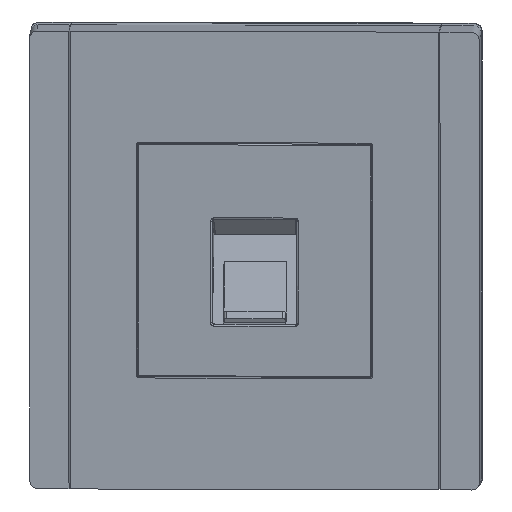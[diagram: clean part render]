
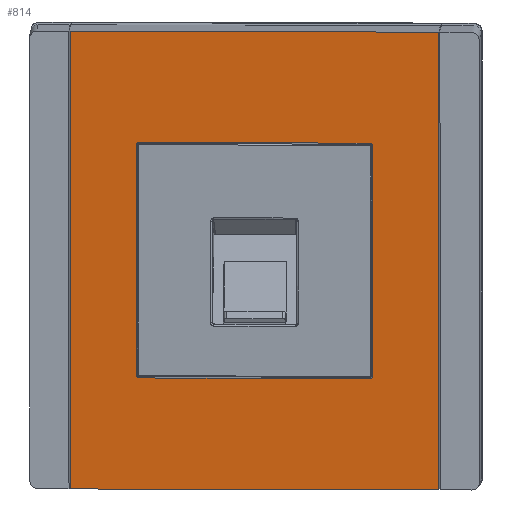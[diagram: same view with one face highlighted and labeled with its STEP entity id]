
A CAD part, top view. The second image highlights one B-rep face of the part: STEP entity #814.
In plain terms, the highlighted face is planar.
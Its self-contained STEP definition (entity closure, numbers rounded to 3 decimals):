
#505 = CARTESIAN_POINT ( 'NONE',  ( 0., 88.062, 4.614 ) ) ;
#563 = EDGE_CURVE ( 'NONE', #25221, #18193, #12091, .T. ) ;
#646 = EDGE_CURVE ( 'NONE', #15563, #32860, #23789, .T. ) ;
#670 = CARTESIAN_POINT ( 'NONE',  ( 57.989, 21.83, 2.157 ) ) ;
#692 = DIRECTION ( 'NONE',  ( 0., -0.999, -0.052 ) ) ;
#814 = ADVANCED_FACE ( 'NONE', ( #8205, #18841 ), #2696, .T. ) ;
#1360 = LINE ( 'NONE', #9627, #30481 ) ;
#1394 = VECTOR ( 'NONE', #5743, 1000. ) ;
#1891 = CARTESIAN_POINT ( 'NONE',  ( 57.489, 66.625, 4.496 ) ) ;
#1897 = LINE ( 'NONE', #32681, #11002 ) ;
#2578 = CARTESIAN_POINT ( 'NONE',  ( 70.63, -0.065, 1.231 ) ) ;
#2696 = PLANE ( 'NONE',  #36133 ) ;
#3423 = CARTESIAN_POINT ( 'NONE',  ( 57.489, 21.331, 2.123 ) ) ;
#3649 = DIRECTION ( 'NONE',  ( 0., -0.999, -0.052 ) ) ;
#3740 = CARTESIAN_POINT ( 'NONE',  ( 13.14, 66.666, 3.723 ) ) ;
#4195 = CARTESIAN_POINT ( 'NONE',  ( 12.64, 21.872, 1.367 ) ) ;
#4503 = EDGE_CURVE ( 'NONE', #21803, #32860, #33244, .T. ) ;
#5624 = EDGE_CURVE ( 'NONE', #21803, #35843, #1897, .T. ) ;
#5743 = DIRECTION ( 'NONE',  ( 1., -0.001, 0.017 ) ) ;
#6300 = CARTESIAN_POINT ( 'NONE',  ( 13.14, 21.372, 1.35 ) ) ;
#6532 = CARTESIAN_POINT ( 'NONE',  ( 57.989, 21.83, 2.157 ) ) ;
#6790 = CARTESIAN_POINT ( 'NONE',  ( 12.64, 21.872, 1.367 ) ) ;
#6830 = EDGE_CURVE ( 'NONE', #26967, #15710, #1360, .T. ) ;
#6858 = CARTESIAN_POINT ( 'NONE',  ( 12.64, 66.459, 3.703 ) ) ;
#7478 = CARTESIAN_POINT ( 'NONE',  ( 13.14, 21.372, 1.35 ) ) ;
#7852 = DIRECTION ( 'NONE',  ( -1., 0.001, -0.017 ) ) ;
#8106 = CARTESIAN_POINT ( 'NONE',  ( 70.63, 87.997, 5.846 ) ) ;
#8205 = FACE_OUTER_BOUND ( 'NONE', #11075, .T. ) ;
#8290 = CARTESIAN_POINT ( 'NONE',  ( 57.989, 66.125, 4.479 ) ) ;
#8390 = DIRECTION ( 'NONE',  ( -0.017, -0.052, 0.998 ) ) ;
#8392 = CARTESIAN_POINT ( 'NONE',  ( 57.782, 21.331, 2.128 ) ) ;
#8393 = ORIENTED_EDGE ( 'NONE', *, *, #11466, .T. ) ;
#8858 = VERTEX_POINT ( 'NONE', #12478 ) ;
#9439 = VECTOR ( 'NONE', #27860, 1000. ) ;
#9627 = CARTESIAN_POINT ( 'NONE',  ( 35.315, 21.352, 1.736 ) ) ;
#10299 = EDGE_CURVE ( 'NONE', #15563, #15710, #29278, .T. ) ;
#10328 = CARTESIAN_POINT ( 'NONE',  ( 57.782, 66.625, 4.501 ) ) ;
#10874 =( BOUNDED_CURVE ( )  B_SPLINE_CURVE ( 3, ( #7478, #12454, #29655, #4195 ),
 .UNSPECIFIED., .F., .F. ) 
 B_SPLINE_CURVE_WITH_KNOTS ( ( 4, 4 ),
 ( 5.498, 7.068 ),
 .UNSPECIFIED. ) 
 CURVE ( )  GEOMETRIC_REPRESENTATION_ITEM ( )  RATIONAL_B_SPLINE_CURVE ( ( 1., 0.805, 0.805, 1. ) ) 
 REPRESENTATION_ITEM ( '' )  );
#11002 = VECTOR ( 'NONE', #21867, 1000. ) ;
#11075 = EDGE_LOOP ( 'NONE', ( #8393, #20689, #19553, #16342 ) ) ;
#11466 = EDGE_CURVE ( 'NONE', #17165, #8858, #35703, .T. ) ;
#12091 = LINE ( 'NONE', #13786, #29690 ) ;
#12454 = CARTESIAN_POINT ( 'NONE',  ( 12.847, 21.372, 1.344 ) ) ;
#12478 = CARTESIAN_POINT ( 'NONE',  ( 0., 88.062, 4.614 ) ) ;
#12899 = CARTESIAN_POINT ( 'NONE',  ( 57.989, 66.125, 4.479 ) ) ;
#13786 = CARTESIAN_POINT ( 'NONE',  ( 12.64, 44.019, 2.528 ) ) ;
#14432 = VERTEX_POINT ( 'NONE', #2578 ) ;
#14466 = ORIENTED_EDGE ( 'NONE', *, *, #10299, .T. ) ;
#14561 = CARTESIAN_POINT ( 'NONE',  ( 12.847, 66.666, 3.718 ) ) ;
#14986 = VECTOR ( 'NONE', #692, 1000. ) ;
#15298 = DIRECTION ( 'NONE',  ( 1., -0.001, 0.017 ) ) ;
#15563 = VERTEX_POINT ( 'NONE', #6532 ) ;
#15710 = VERTEX_POINT ( 'NONE', #31396 ) ;
#15947 = ORIENTED_EDGE ( 'NONE', *, *, #563, .F. ) ;
#16016 = CARTESIAN_POINT ( 'NONE',  ( 57.989, 66.418, 4.494 ) ) ;
#16342 = ORIENTED_EDGE ( 'NONE', *, *, #19128, .T. ) ;
#16451 = CARTESIAN_POINT ( 'NONE',  ( -364.624, -55.499, -9.281 ) ) ;
#16810 = DIRECTION ( 'NONE',  ( 1., -0.001, 0.017 ) ) ;
#17165 = VERTEX_POINT ( 'NONE', #8106 ) ;
#18064 = CARTESIAN_POINT ( 'NONE',  ( 13.14, 66.666, 3.723 ) ) ;
#18193 = VERTEX_POINT ( 'NONE', #6790 ) ;
#18551 = EDGE_LOOP ( 'NONE', ( #23748, #27866, #15947, #33529, #36163, #20959, #30220, #14466 ) ) ;
#18841 = FACE_BOUND ( 'NONE', #18551, .T. ) ;
#19128 = EDGE_CURVE ( 'NONE', #14432, #17165, #21330, .T. ) ;
#19442 = CARTESIAN_POINT ( 'NONE',  ( 70.63, -0.065, 1.231 ) ) ;
#19553 = ORIENTED_EDGE ( 'NONE', *, *, #29058, .T. ) ;
#20125 = LINE ( 'NONE', #505, #14986 ) ;
#20689 = ORIENTED_EDGE ( 'NONE', *, *, #31094, .T. ) ;
#20959 = ORIENTED_EDGE ( 'NONE', *, *, #4503, .T. ) ;
#21330 = LINE ( 'NONE', #19442, #9439 ) ;
#21764 = CARTESIAN_POINT ( 'NONE',  ( 70.63, 87.997, 5.846 ) ) ;
#21803 = VERTEX_POINT ( 'NONE', #35060 ) ;
#21867 = DIRECTION ( 'NONE',  ( -1., 0.001, -0.017 ) ) ;
#23558 = VERTEX_POINT ( 'NONE', #27305 ) ;
#23739 = EDGE_CURVE ( 'NONE', #26967, #18193, #10874, .T. ) ;
#23748 = ORIENTED_EDGE ( 'NONE', *, *, #6830, .F. ) ;
#23789 = LINE ( 'NONE', #29287, #26196 ) ;
#23892 = LINE ( 'NONE', #30467, #1394 ) ;
#25221 = VERTEX_POINT ( 'NONE', #32548 ) ;
#25899 = VECTOR ( 'NONE', #7852, 1000. ) ;
#26196 = VECTOR ( 'NONE', #34971, 1000. ) ;
#26967 = VERTEX_POINT ( 'NONE', #6300 ) ;
#27305 = CARTESIAN_POINT ( 'NONE',  ( 0., 0., 0. ) ) ;
#27860 = DIRECTION ( 'NONE',  ( 0., 0.999, 0.052 ) ) ;
#27866 = ORIENTED_EDGE ( 'NONE', *, *, #23739, .T. ) ;
#28342 = CARTESIAN_POINT ( 'NONE',  ( 57.989, 21.538, 2.142 ) ) ;
#28520 =( BOUNDED_CURVE ( )  B_SPLINE_CURVE ( 3, ( #31774, #6858, #14561, #3740 ),
 .UNSPECIFIED., .F., .F. ) 
 B_SPLINE_CURVE_WITH_KNOTS ( ( 4, 4 ),
 ( 5.498, 7.068 ),
 .UNSPECIFIED. ) 
 CURVE ( )  GEOMETRIC_REPRESENTATION_ITEM ( )  RATIONAL_B_SPLINE_CURVE ( ( 1., 0.805, 0.805, 1. ) ) 
 REPRESENTATION_ITEM ( '' )  );
#29058 = EDGE_CURVE ( 'NONE', #23558, #14432, #23892, .T. ) ;
#29278 =( BOUNDED_CURVE ( )  B_SPLINE_CURVE ( 3, ( #670, #28342, #8392, #3423 ),
 .UNSPECIFIED., .F., .T. ) 
 B_SPLINE_CURVE_WITH_KNOTS ( ( 4, 4 ),
 ( 5.498, 7.068 ),
 .UNSPECIFIED. ) 
 CURVE ( )  GEOMETRIC_REPRESENTATION_ITEM ( )  RATIONAL_B_SPLINE_CURVE ( ( 1., 0.805, 0.805, 1. ) ) 
 REPRESENTATION_ITEM ( '' )  );
#29287 = CARTESIAN_POINT ( 'NONE',  ( 57.989, 43.978, 3.318 ) ) ;
#29655 = CARTESIAN_POINT ( 'NONE',  ( 12.64, 21.579, 1.352 ) ) ;
#29690 = VECTOR ( 'NONE', #3649, 1000. ) ;
#30220 = ORIENTED_EDGE ( 'NONE', *, *, #646, .F. ) ;
#30467 = CARTESIAN_POINT ( 'NONE',  ( 0., 0., 0. ) ) ;
#30481 = VECTOR ( 'NONE', #15298, 1000. ) ;
#31094 = EDGE_CURVE ( 'NONE', #8858, #23558, #20125, .T. ) ;
#31396 = CARTESIAN_POINT ( 'NONE',  ( 57.489, 21.331, 2.123 ) ) ;
#31774 = CARTESIAN_POINT ( 'NONE',  ( 12.64, 66.167, 3.688 ) ) ;
#32548 = CARTESIAN_POINT ( 'NONE',  ( 12.64, 66.167, 3.688 ) ) ;
#32681 = CARTESIAN_POINT ( 'NONE',  ( 35.315, 66.645, 4.109 ) ) ;
#32860 = VERTEX_POINT ( 'NONE', #8290 ) ;
#33244 =( BOUNDED_CURVE ( )  B_SPLINE_CURVE ( 3, ( #1891, #10328, #16016, #12899 ),
 .UNSPECIFIED., .F., .T. ) 
 B_SPLINE_CURVE_WITH_KNOTS ( ( 4, 4 ),
 ( 5.498, 7.068 ),
 .UNSPECIFIED. ) 
 CURVE ( )  GEOMETRIC_REPRESENTATION_ITEM ( )  RATIONAL_B_SPLINE_CURVE ( ( 1., 0.805, 0.805, 1. ) ) 
 REPRESENTATION_ITEM ( '' )  );
#33529 = ORIENTED_EDGE ( 'NONE', *, *, #33676, .T. ) ;
#33676 = EDGE_CURVE ( 'NONE', #25221, #35843, #28520, .T. ) ;
#34971 = DIRECTION ( 'NONE',  ( 0., 0.999, 0.052 ) ) ;
#35060 = CARTESIAN_POINT ( 'NONE',  ( 57.489, 66.625, 4.496 ) ) ;
#35703 = LINE ( 'NONE', #21764, #25899 ) ;
#35843 = VERTEX_POINT ( 'NONE', #18064 ) ;
#36133 = AXIS2_PLACEMENT_3D ( 'NONE', #16451, #8390, #16810 ) ;
#36163 = ORIENTED_EDGE ( 'NONE', *, *, #5624, .F. ) ;
